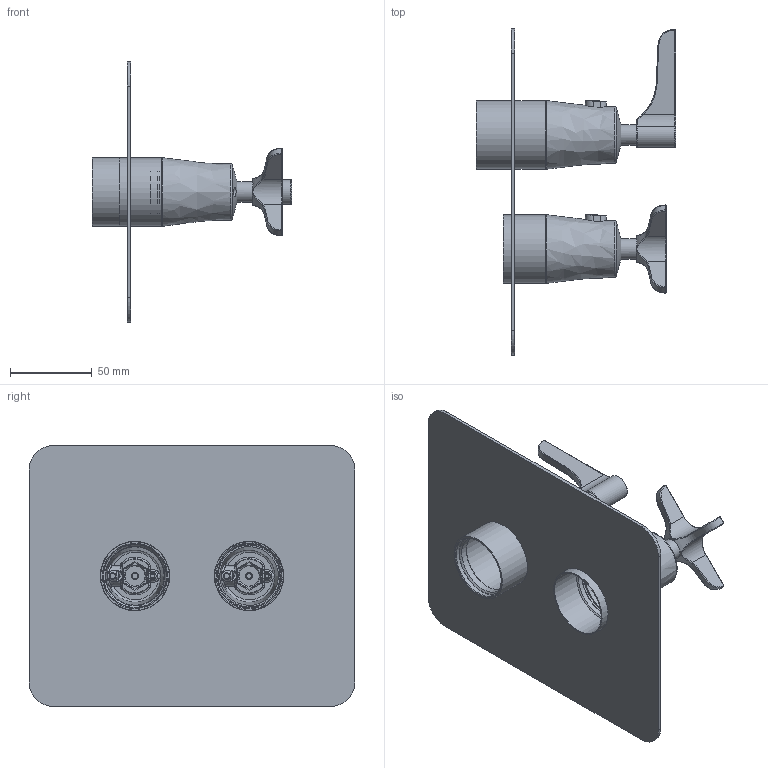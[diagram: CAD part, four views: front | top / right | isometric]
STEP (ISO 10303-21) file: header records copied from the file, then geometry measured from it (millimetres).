
FILE_DESCRIPTION (( 'STEP AP203' ), '1' );
FILE_NAME ('91DP06144.STEP', '2021-11-18T10:36:29', ( '' ), ( '' ), 'SwSTEP 2.0', 'SolidWorks 2021', '' );
FILE_SCHEMA (( 'CONFIG_CONTROL_DESIGN' ));
Length unit declared in the file: millimetre
Products named in the file (1): 91DP06144
Bounding box: 122.23 x 200 x 160 mm (x, y, z)
Volume: 124045 mm3; surface area: 127017.8 mm2
Topology: 15 solids, 15 shells, 584 faces, 1430 edges, 884 vertices
Faces by surface type: plane 267, cylinder 144, bspline 93, cone 37, torus 27, sphere 16
Full cylindrical faces by diameter (mm): 2.5 x2, 3 x2, 3.1 x4, 3.3 x6, 4.15 x2, 4.5 x4, 4.8 x2, 5.5 x2, 5.8 x2, 8 x2, 12.5 x4, 12.6 x2, 12.8 x2, 32.1 x2, 32.3 x2, 35.8 x1, 36 x2, 36.5 x1, 37.8 x2, 37.9 x2, 38 x2, 39 x5, 40.5 x2, 40.85 x2, 42 x2, 42.5 x2
Entity records: 22491 total; most frequent: CARTESIAN_POINT 10009, ORIENTED_EDGE 2526, DIRECTION 2402, EDGE_CURVE 1263, AXIS2_PLACEMENT_3D 903, VERTEX_POINT 838, EDGE_LOOP 765, FACE_OUTER_BOUND 654
